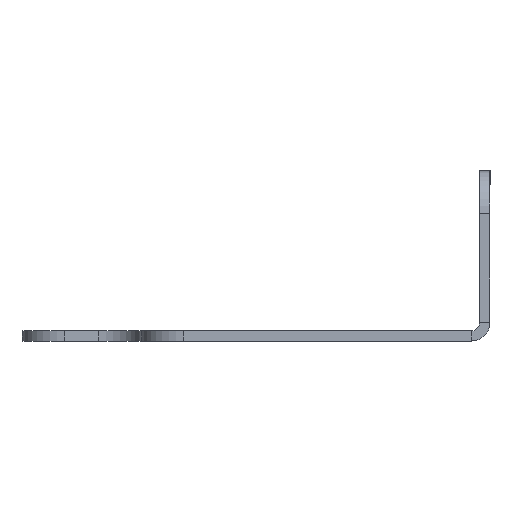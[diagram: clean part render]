
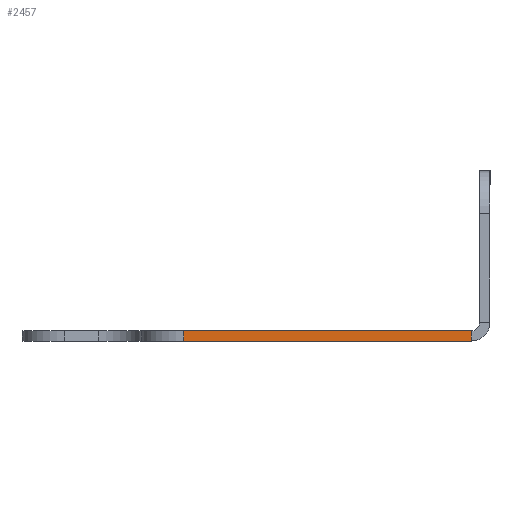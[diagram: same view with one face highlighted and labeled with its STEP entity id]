
A CAD part, left-side view. The second image highlights one B-rep face of the part: STEP entity #2457.
In plain terms, the highlighted planar face has unit normal (-1, 0, 0).
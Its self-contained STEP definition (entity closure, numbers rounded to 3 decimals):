
#95 = LINE ( 'NONE', #1446, #2377 ) ;
#214 = ORIENTED_EDGE ( 'NONE', *, *, #498, .T. ) ;
#255 = CARTESIAN_POINT ( 'NONE',  ( -237., 14.4, -1.2 ) ) ;
#274 = CARTESIAN_POINT ( 'NONE',  ( -237., 19.4, -1.2 ) ) ;
#278 = CARTESIAN_POINT ( 'NONE',  ( -237., 14.4, 0. ) ) ;
#295 = CARTESIAN_POINT ( 'NONE',  ( -237., 19.4, 0. ) ) ;
#296 = ORIENTED_EDGE ( 'NONE', *, *, #2489, .T. ) ;
#433 = EDGE_LOOP ( 'NONE', ( #732, #296, #214, #1512 ) ) ;
#446 = EDGE_CURVE ( 'NONE', #2448, #1414, #2440, .T. ) ;
#470 = CARTESIAN_POINT ( 'NONE',  ( -237., -19.4, -1.2 ) ) ;
#498 = EDGE_CURVE ( 'NONE', #1589, #2448, #2066, .T. ) ;
#542 = FACE_OUTER_BOUND ( 'NONE', #433, .T. ) ;
#632 = PLANE ( 'NONE',  #837 ) ;
#643 = DIRECTION ( 'NONE',  ( 0., 0., 1. ) ) ;
#732 = ORIENTED_EDGE ( 'NONE', *, *, #2522, .F. ) ;
#826 = CARTESIAN_POINT ( 'NONE',  ( -237., -19.4, -1.2 ) ) ;
#837 = AXIS2_PLACEMENT_3D ( 'NONE', #274, #1995, #643 ) ;
#1049 = DIRECTION ( 'NONE',  ( 0., -1., 0. ) ) ;
#1089 = VECTOR ( 'NONE', #2229, 1000. ) ;
#1414 = VERTEX_POINT ( 'NONE', #2179 ) ;
#1446 = CARTESIAN_POINT ( 'NONE',  ( -237., 14.4, -1.2 ) ) ;
#1512 = ORIENTED_EDGE ( 'NONE', *, *, #446, .T. ) ;
#1521 = LINE ( 'NONE', #295, #1973 ) ;
#1589 = VERTEX_POINT ( 'NONE', #255 ) ;
#1755 = VECTOR ( 'NONE', #2462, 1000. ) ;
#1824 = DIRECTION ( 'NONE',  ( 0., 0., -1. ) ) ;
#1973 = VECTOR ( 'NONE', #1049, 1000. ) ;
#1995 = DIRECTION ( 'NONE',  ( -1., 0., 0. ) ) ;
#2049 = CARTESIAN_POINT ( 'NONE',  ( -237., 19.4, -1.2 ) ) ;
#2066 = LINE ( 'NONE', #2049, #1089 ) ;
#2179 = CARTESIAN_POINT ( 'NONE',  ( -237., -19.4, 0. ) ) ;
#2229 = DIRECTION ( 'NONE',  ( 0., -1., 0. ) ) ;
#2377 = VECTOR ( 'NONE', #1824, 1000. ) ;
#2397 = VERTEX_POINT ( 'NONE', #278 ) ;
#2440 = LINE ( 'NONE', #470, #1755 ) ;
#2448 = VERTEX_POINT ( 'NONE', #826 ) ;
#2457 = ADVANCED_FACE ( 'NONE', ( #542 ), #632, .T. ) ;
#2462 = DIRECTION ( 'NONE',  ( 0., 0., 1. ) ) ;
#2489 = EDGE_CURVE ( 'NONE', #2397, #1589, #95, .T. ) ;
#2522 = EDGE_CURVE ( 'NONE', #2397, #1414, #1521, .T. ) ;
